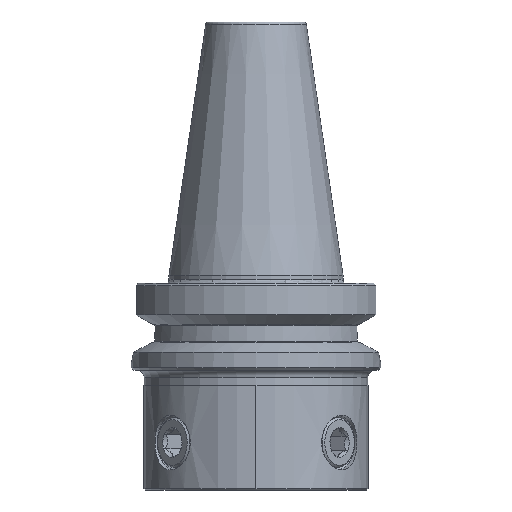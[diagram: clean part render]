
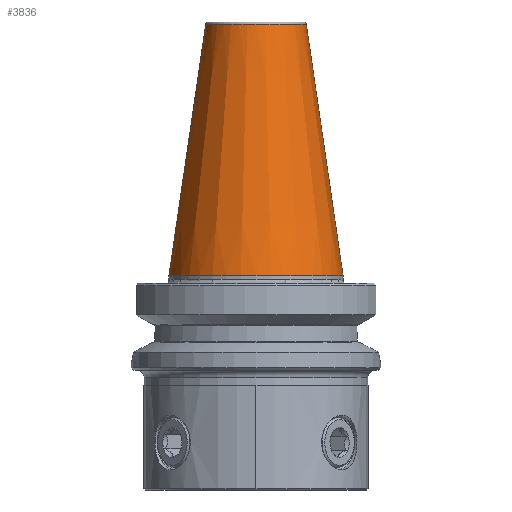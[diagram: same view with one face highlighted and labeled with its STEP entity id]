
A CAD part, front view. The second image highlights one B-rep face of the part: STEP entity #3836.
In plain terms, the highlighted conical face has half-angle 8.297 degrees and reference radius 34.925 mm.
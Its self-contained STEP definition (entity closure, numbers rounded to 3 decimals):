
#1560=EDGE_CURVE('NONE',#2098,#2408,#4268,.T.);
#2098=VERTEX_POINT('NONE',#4871);
#2206=VERTEX_POINT('NONE',#4993);
#2408=VERTEX_POINT('NONE',#5211);
#2524=EDGE_CURVE('NONE',#2206,#2408,#5341,.T.);
#3182=EDGE_CURVE('NONE',#3246,#2098,#6074,.T.);
#3186=EDGE_CURVE('NONE',#2206,#3246,#6078,.T.);
#3246=VERTEX_POINT('NONE',#6147);
#3836=ADVANCED_FACE('NONE',(#6802),#6803,.T.);
#4268=CIRCLE('',#7412,34.925);
#4871=CARTESIAN_POINT('',(-34.925,0.,0.0));
#4993=CARTESIAN_POINT('',(20.204,0.,100.944));
#5211=CARTESIAN_POINT('',(34.925,0.,0.0));
#5341=LINE('',#9347,#9348);
#6074=LINE('',#10689,#10690);
#6078=CIRCLE('',#10695,20.204);
#6147=CARTESIAN_POINT('',(-20.204,0.,100.944));
#6802=FACE_OUTER_BOUND('',#12031,.T.);
#6803=CONICAL_SURFACE('',#12032,34.925,0.145);
#7412=AXIS2_PLACEMENT_3D('',#12652,#12653,#12654);
#9347=CARTESIAN_POINT('',(34.925,0.,0.0));
#9348=VECTOR('',#13933,1000.0);
#10689=CARTESIAN_POINT('',(-34.925,0.,0.0));
#10690=VECTOR('',#14753,1000.0);
#10695=AXIS2_PLACEMENT_3D('',#14754,#14755,#14756);
#12031=EDGE_LOOP('',(#15633,#15634,#15635,#15636));
#12032=AXIS2_PLACEMENT_3D('',#15637,#15638,#15639);
#12652=CARTESIAN_POINT('',(0.0,0.0,0.0));
#12653=DIRECTION('',(0.0,0.0,1.0));
#12654=DIRECTION('',(-1.0,0.,0.0));
#13933=DIRECTION('',(0.144,0.,-0.99));
#14753=DIRECTION('',(-0.144,0.,-0.99));
#14754=CARTESIAN_POINT('',(0.0,0.0,100.944));
#14755=DIRECTION('',(0.0,0.0,-1.0));
#14756=DIRECTION('',(-1.0,0.,0.0));
#15633=ORIENTED_EDGE('',*,*,#3186,.T.);
#15634=ORIENTED_EDGE('',*,*,#3182,.T.);
#15635=ORIENTED_EDGE('',*,*,#1560,.T.);
#15636=ORIENTED_EDGE('',*,*,#2524,.F.);
#15637=CARTESIAN_POINT('',(0.0,0.0,0.0));
#15638=DIRECTION('',(-0.0,0.0,-1.0));
#15639=DIRECTION('',(1.0,0.,-0.0));
